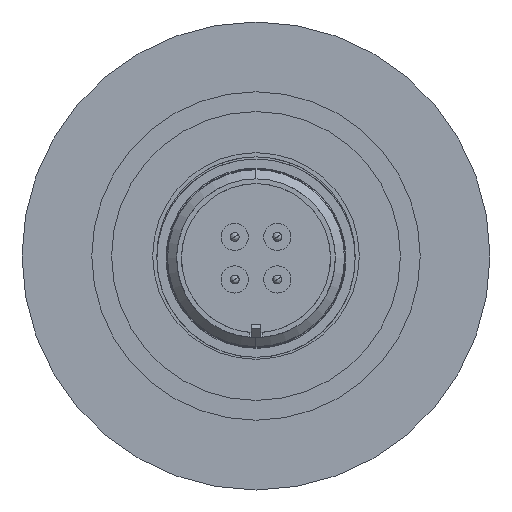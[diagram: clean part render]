
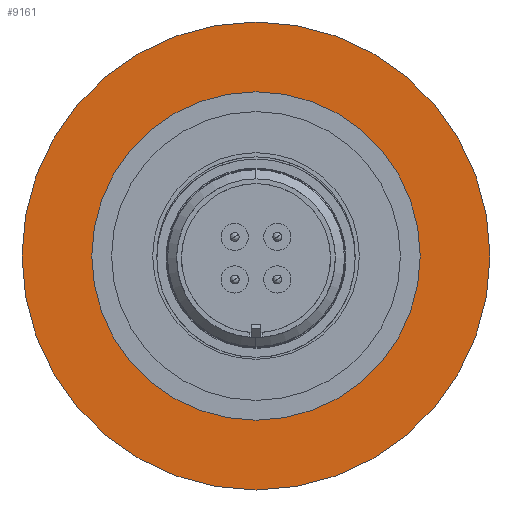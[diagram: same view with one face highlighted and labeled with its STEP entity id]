
A CAD part, front view. The second image highlights one B-rep face of the part: STEP entity #9161.
In plain terms, the highlighted planar face has unit normal (0, -1, 0).
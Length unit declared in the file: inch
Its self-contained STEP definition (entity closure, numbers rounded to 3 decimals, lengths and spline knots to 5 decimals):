
#77 = VERTEX_POINT ( 'NONE', #1805 ) ;
#83 = VERTEX_POINT ( 'NONE', #1904 ) ;
#112 = VERTEX_POINT ( 'NONE', #1675 ) ;
#115 = VERTEX_POINT ( 'NONE', #1649 ) ;
#1225 = DIRECTION ( 'NONE',  ( 0., -1., 0. ) ) ;
#1231 = CARTESIAN_POINT ( 'NONE',  ( -1.475, 2.143, 0.0137 ) ) ;
#1233 = PLANE ( 'NONE',  #5800 ) ;
#1236 = DIRECTION ( 'NONE',  ( 0., 0., -1. ) ) ;
#1649 = CARTESIAN_POINT ( 'NONE',  ( 0., 2.143, -1.4613 ) ) ;
#1675 = CARTESIAN_POINT ( 'NONE',  ( 0., 2.143, 1.4887 ) ) ;
#1805 = CARTESIAN_POINT ( 'NONE',  ( 0., 2.143, -1.0213 ) ) ;
#1904 = CARTESIAN_POINT ( 'NONE',  ( 0., 2.143, 1.0487 ) ) ;
#2917 = ORIENTED_EDGE ( 'NONE', *, *, #5066, .T. ) ;
#2918 = ORIENTED_EDGE ( 'NONE', *, *, #5023, .T. ) ;
#2921 = ORIENTED_EDGE ( 'NONE', *, *, #5050, .F. ) ;
#2922 = ORIENTED_EDGE ( 'NONE', *, *, #5045, .F. ) ;
#4586 = CARTESIAN_POINT ( 'NONE',  ( 0., 2.143, 0.0137 ) ) ;
#4587 = DIRECTION ( 'NONE',  ( 0., 1., 0. ) ) ;
#4588 = DIRECTION ( 'NONE',  ( 0., 0., 1. ) ) ;
#4615 = CARTESIAN_POINT ( 'NONE',  ( 0., 2.143, 0.0137 ) ) ;
#4616 = DIRECTION ( 'NONE',  ( 0., 1., 0. ) ) ;
#4617 = DIRECTION ( 'NONE',  ( 0., 0., 1. ) ) ;
#4620 = CARTESIAN_POINT ( 'NONE',  ( 0., 2.143, 0.0137 ) ) ;
#4621 = DIRECTION ( 'NONE',  ( 0., 1., 0. ) ) ;
#4622 = DIRECTION ( 'NONE',  ( 0., 0., 1. ) ) ;
#4647 = CARTESIAN_POINT ( 'NONE',  ( 0., 2.143, 0.0137 ) ) ;
#4648 = DIRECTION ( 'NONE',  ( 0., 1., 0. ) ) ;
#4649 = DIRECTION ( 'NONE',  ( 0., 0., 1. ) ) ;
#5023 = EDGE_CURVE ( 'NONE', #77, #83, #10114, .T. ) ;
#5045 = EDGE_CURVE ( 'NONE', #112, #115, #10130, .T. ) ;
#5050 = EDGE_CURVE ( 'NONE', #115, #112, #10135, .T. ) ;
#5066 = EDGE_CURVE ( 'NONE', #83, #77, #10147, .T. ) ;
#5800 = AXIS2_PLACEMENT_3D ( 'NONE', #1231, #1225, #1236 ) ;
#6610 = AXIS2_PLACEMENT_3D ( 'NONE', #4586, #4587, #4588 ) ;
#6616 = AXIS2_PLACEMENT_3D ( 'NONE', #4615, #4616, #4617 ) ;
#6617 = AXIS2_PLACEMENT_3D ( 'NONE', #4620, #4621, #4622 ) ;
#6625 = AXIS2_PLACEMENT_3D ( 'NONE', #4647, #4648, #4649 ) ;
#8994 = FACE_OUTER_BOUND ( 'NONE', #9438, .T. ) ;
#8995 = FACE_BOUND ( 'NONE', #9723, .T. ) ;
#9161 = ADVANCED_FACE ( 'NONE', ( #8995, #8994 ), #1233, .T. ) ;
#9438 = EDGE_LOOP ( 'NONE', ( #2922, #2921 ) ) ;
#9723 = EDGE_LOOP ( 'NONE', ( #2917, #2918 ) ) ;
#10114 = CIRCLE ( 'NONE', #6610, 1.035 ) ;
#10130 = CIRCLE ( 'NONE', #6616, 1.475 ) ;
#10135 = CIRCLE ( 'NONE', #6617, 1.475 ) ;
#10147 = CIRCLE ( 'NONE', #6625, 1.035 ) ;
